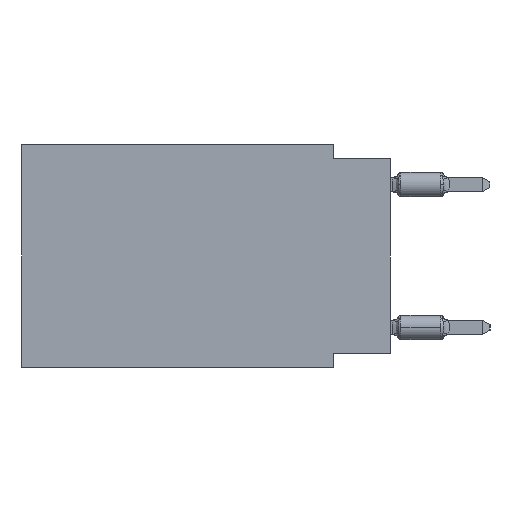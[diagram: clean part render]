
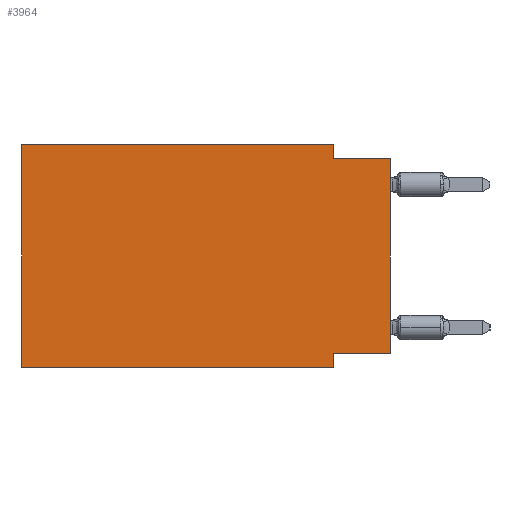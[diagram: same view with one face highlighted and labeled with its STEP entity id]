
A CAD part, left-side view. The second image highlights one B-rep face of the part: STEP entity #3964.
In plain terms, the highlighted planar face has unit normal (-1, 0, 0).
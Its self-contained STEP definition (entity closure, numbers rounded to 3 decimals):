
#297 = DIRECTION ( 'NONE',  ( 0., 0., -1. ) ) ;
#1457 = DIRECTION ( 'NONE',  ( 0., 0., -1. ) ) ;
#2539 = EDGE_CURVE ( 'NONE', #6971, #46523, #10180, .T. ) ;
#2632 = LINE ( 'NONE', #21027, #33172 ) ;
#3379 = CARTESIAN_POINT ( 'NONE',  ( 0., 0., -9.271 ) ) ;
#3557 = DIRECTION ( 'NONE',  ( 1., 0., 0. ) ) ;
#3964 = ADVANCED_FACE ( 'NONE', ( #7107 ), #21487, .F. ) ;
#4848 = VERTEX_POINT ( 'NONE', #13024 ) ;
#4984 = VECTOR ( 'NONE', #10458, 1000. ) ;
#6822 = DIRECTION ( 'NONE',  ( 0., 0., 1. ) ) ;
#6831 = EDGE_CURVE ( 'NONE', #6971, #43834, #46054, .T. ) ;
#6971 = VERTEX_POINT ( 'NONE', #40369 ) ;
#7107 = FACE_OUTER_BOUND ( 'NONE', #15598, .T. ) ;
#7176 = ORIENTED_EDGE ( 'NONE', *, *, #21365, .F. ) ;
#8780 = CARTESIAN_POINT ( 'NONE',  ( 0., 2.54, -9.906 ) ) ;
#8826 = VECTOR ( 'NONE', #27405, 1000. ) ;
#10180 = LINE ( 'NONE', #31400, #8826 ) ;
#10237 = VECTOR ( 'NONE', #6822, 1000. ) ;
#10458 = DIRECTION ( 'NONE',  ( 0., -1., 0. ) ) ;
#10854 = VECTOR ( 'NONE', #17778, 1000. ) ;
#11510 = VERTEX_POINT ( 'NONE', #12905 ) ;
#12905 = CARTESIAN_POINT ( 'NONE',  ( 0., 2.54, 0. ) ) ;
#13024 = CARTESIAN_POINT ( 'NONE',  ( 0., 16.383, -9.906 ) ) ;
#13538 = LINE ( 'NONE', #13759, #4984 ) ;
#13759 = CARTESIAN_POINT ( 'NONE',  ( 0., 0., -0.635 ) ) ;
#13918 = VECTOR ( 'NONE', #1457, 1000. ) ;
#14370 = CARTESIAN_POINT ( 'NONE',  ( 0., 0., -0.635 ) ) ;
#14594 = EDGE_CURVE ( 'NONE', #4848, #24607, #2632, .T. ) ;
#15158 = CARTESIAN_POINT ( 'NONE',  ( 0., 16.383, 0. ) ) ;
#15363 = ORIENTED_EDGE ( 'NONE', *, *, #44948, .F. ) ;
#15598 = EDGE_LOOP ( 'NONE', ( #24343, #33923, #23671, #15363, #7176, #27236, #44071, #28066 ) ) ;
#16480 = CARTESIAN_POINT ( 'NONE',  ( 0., 2.54, -0.635 ) ) ;
#17207 = LINE ( 'NONE', #20294, #10237 ) ;
#17590 = CARTESIAN_POINT ( 'NONE',  ( 0., 2.54, -9.271 ) ) ;
#17778 = DIRECTION ( 'NONE',  ( 0., 1., 0. ) ) ;
#19641 = EDGE_CURVE ( 'NONE', #43834, #24607, #33774, .T. ) ;
#20294 = CARTESIAN_POINT ( 'NONE',  ( 0., 16.383, 0. ) ) ;
#21027 = CARTESIAN_POINT ( 'NONE',  ( 0., 16.383, -9.906 ) ) ;
#21365 = EDGE_CURVE ( 'NONE', #4848, #33951, #17207, .T. ) ;
#21487 = PLANE ( 'NONE',  #46567 ) ;
#21652 = VECTOR ( 'NONE', #39635, 1000. ) ;
#22185 = LINE ( 'NONE', #25267, #21652 ) ;
#23671 = ORIENTED_EDGE ( 'NONE', *, *, #29332, .F. ) ;
#24343 = ORIENTED_EDGE ( 'NONE', *, *, #2539, .T. ) ;
#24607 = VERTEX_POINT ( 'NONE', #35209 ) ;
#24628 = LINE ( 'NONE', #32377, #34264 ) ;
#25267 = CARTESIAN_POINT ( 'NONE',  ( 0., 16.383, 0. ) ) ;
#27236 = ORIENTED_EDGE ( 'NONE', *, *, #14594, .T. ) ;
#27405 = DIRECTION ( 'NONE',  ( 0., 0., 1. ) ) ;
#28066 = ORIENTED_EDGE ( 'NONE', *, *, #6831, .F. ) ;
#28776 = DIRECTION ( 'NONE',  ( 0., 0., -1. ) ) ;
#29332 = EDGE_CURVE ( 'NONE', #11510, #31705, #24628, .T. ) ;
#31400 = CARTESIAN_POINT ( 'NONE',  ( 0., 0., 0. ) ) ;
#31705 = VERTEX_POINT ( 'NONE', #16480 ) ;
#32377 = CARTESIAN_POINT ( 'NONE',  ( 0., 2.54, 0. ) ) ;
#32564 = EDGE_CURVE ( 'NONE', #31705, #46523, #13538, .T. ) ;
#33172 = VECTOR ( 'NONE', #35392, 1000. ) ;
#33774 = LINE ( 'NONE', #8780, #13918 ) ;
#33923 = ORIENTED_EDGE ( 'NONE', *, *, #32564, .F. ) ;
#33951 = VERTEX_POINT ( 'NONE', #15158 ) ;
#34264 = VECTOR ( 'NONE', #297, 1000. ) ;
#35209 = CARTESIAN_POINT ( 'NONE',  ( 0., 2.54, -9.906 ) ) ;
#35392 = DIRECTION ( 'NONE',  ( 0., -1., 0. ) ) ;
#35861 = CARTESIAN_POINT ( 'NONE',  ( 0., 16.383, 0. ) ) ;
#39635 = DIRECTION ( 'NONE',  ( 0., -1., 0. ) ) ;
#40369 = CARTESIAN_POINT ( 'NONE',  ( 0., 0., -9.271 ) ) ;
#43834 = VERTEX_POINT ( 'NONE', #17590 ) ;
#44071 = ORIENTED_EDGE ( 'NONE', *, *, #19641, .F. ) ;
#44948 = EDGE_CURVE ( 'NONE', #33951, #11510, #22185, .T. ) ;
#46054 = LINE ( 'NONE', #3379, #10854 ) ;
#46523 = VERTEX_POINT ( 'NONE', #14370 ) ;
#46567 = AXIS2_PLACEMENT_3D ( 'NONE', #35861, #3557, #28776 ) ;
